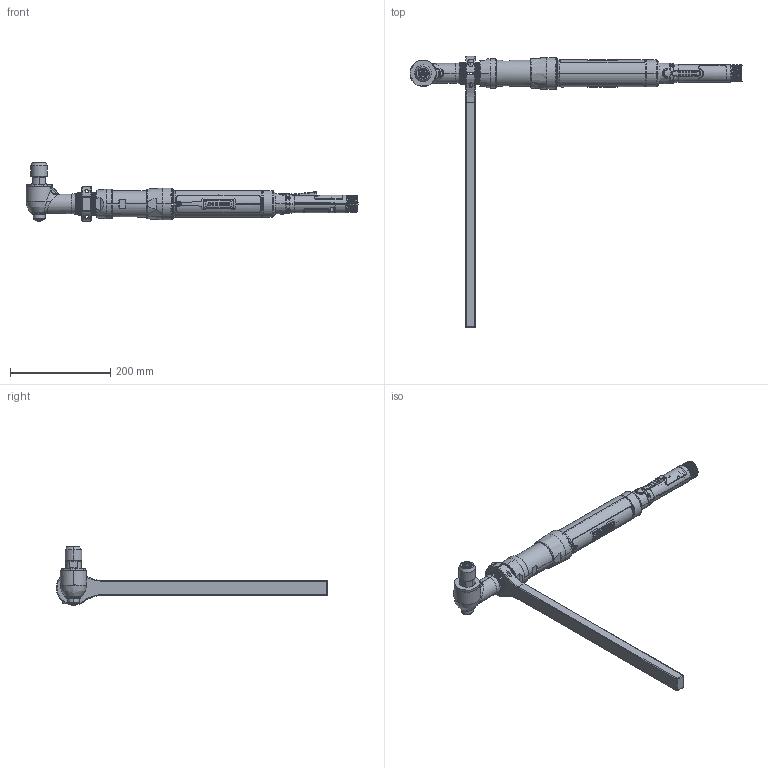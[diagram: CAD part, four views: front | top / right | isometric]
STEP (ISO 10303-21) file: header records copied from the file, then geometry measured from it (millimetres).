
FILE_DESCRIPTION((''),'2;1');
FILE_NAME('EB55LH26V1-150','2012-02-28T',('EJF1116'),(''),'PRO/ENGINEER BY PARAMETRIC TECHNOLOGY CORPORATION, 2010430','PRO/ENGINEER BY PARAMETRIC TECHNOLOGY CORPORATION, 2010430','');
FILE_SCHEMA(('CONFIG_CONTROL_DESIGN'));
Products named in the file (1): EB55LH26V1-150
Bounding box: 663.21 x 542.12 x 117.46 mm (x, y, z)
Surface area: 203131.7 mm2 (no closed solid volume)
Topology: 0 solids, 243 shells, 627 faces, 3842 edges, 3419 vertices
Faces by surface type: cylinder 314, plane 99, bspline 93, cone 55, torus 46, extrusion 16, sphere 4
Entity records: 51002 total; most frequent: CARTESIAN_POINT 24749, DIRECTION 4856, ORIENTED_EDGE 4409, EDGE_CURVE 3840, VERTEX_POINT 3419, AXIS2_PLACEMENT_3D 1658, VECTOR 1540, LINE 1524
